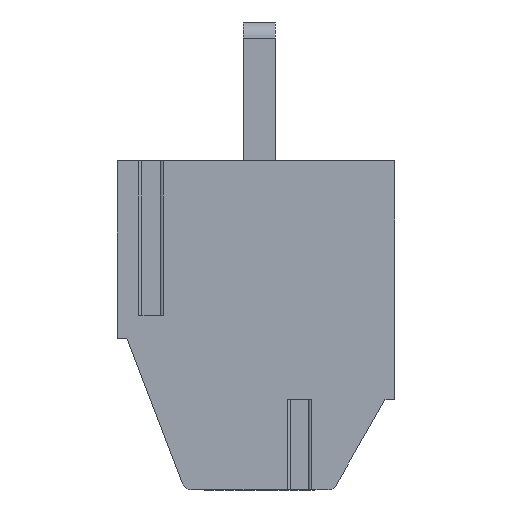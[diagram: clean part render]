
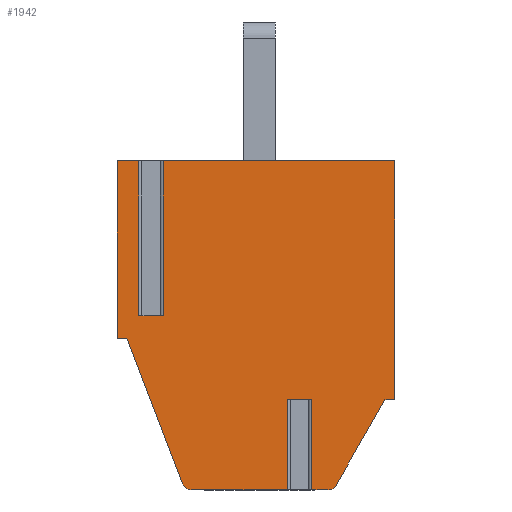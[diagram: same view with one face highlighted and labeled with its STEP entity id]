
A CAD part, front view. The second image highlights one B-rep face of the part: STEP entity #1942.
In plain terms, the highlighted planar face has unit normal (0, -1, 0).
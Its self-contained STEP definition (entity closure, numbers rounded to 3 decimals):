
#1942 = ADVANCED_FACE( '', ( #3973 ), #3974, .F. );
#3973 = FACE_OUTER_BOUND( '', #6012, .T. );
#3974 = PLANE( '', #6013 );
#6012 = EDGE_LOOP( '', ( #11842, #11843, #11844, #11845, #11846, #11847, #11848, #11849, #11850, #11851, #11852, #11853, #11854, #11855, #11856, #11857, #11858, #11859 ) );
#6013 = AXIS2_PLACEMENT_3D( '', #11860, #11861, #11862 );
#11842 = ORIENTED_EDGE( '', *, *, #12633, .T. );
#11843 = ORIENTED_EDGE( '', *, *, #13969, .F. );
#11844 = ORIENTED_EDGE( '', *, *, #13238, .F. );
#11845 = ORIENTED_EDGE( '', *, *, #12078, .F. );
#11846 = ORIENTED_EDGE( '', *, *, #13531, .F. );
#11847 = ORIENTED_EDGE( '', *, *, #14049, .F. );
#11848 = ORIENTED_EDGE( '', *, *, #12647, .T. );
#11849 = ORIENTED_EDGE( '', *, *, #14088, .F. );
#11850 = ORIENTED_EDGE( '', *, *, #12786, .F. );
#11851 = ORIENTED_EDGE( '', *, *, #13437, .T. );
#11852 = ORIENTED_EDGE( '', *, *, #12428, .F. );
#11853 = ORIENTED_EDGE( '', *, *, #14085, .F. );
#11854 = ORIENTED_EDGE( '', *, *, #13181, .T. );
#11855 = ORIENTED_EDGE( '', *, *, #14018, .F. );
#11856 = ORIENTED_EDGE( '', *, *, #12313, .F. );
#11857 = ORIENTED_EDGE( '', *, *, #12389, .F. );
#11858 = ORIENTED_EDGE( '', *, *, #13237, .F. );
#11859 = ORIENTED_EDGE( '', *, *, #13965, .F. );
#11860 = CARTESIAN_POINT( '', ( 37.922, -58.3, -9.9 ) );
#11861 = DIRECTION( '', ( 0., 1., 0. ) );
#11862 = DIRECTION( '', ( -1., 0., 0. ) );
#12078 = EDGE_CURVE( '', #14495, #14497, #14498, .T. );
#12313 = EDGE_CURVE( '', #14914, #14910, #14916, .T. );
#12389 = EDGE_CURVE( '', #15057, #14914, #15059, .T. );
#12428 = EDGE_CURVE( '', #15124, #15119, #15126, .F. );
#12633 = EDGE_CURVE( '', #15463, #15461, #15464, .T. );
#12647 = EDGE_CURVE( '', #15482, #15486, #15488, .T. );
#12786 = EDGE_CURVE( '', #15705, #15707, #15708, .T. );
#13181 = EDGE_CURVE( '', #16311, #16313, #16315, .T. );
#13237 = EDGE_CURVE( '', #16394, #15057, #16396, .T. );
#13238 = EDGE_CURVE( '', #14497, #16391, #16397, .T. );
#13437 = EDGE_CURVE( '', #15705, #15119, #16680, .T. );
#13531 = EDGE_CURVE( '', #16807, #14495, #16809, .T. );
#13965 = EDGE_CURVE( '', #15463, #16394, #17366, .F. );
#13969 = EDGE_CURVE( '', #16391, #15461, #17370, .T. );
#14018 = EDGE_CURVE( '', #14910, #16313, #17426, .T. );
#14049 = EDGE_CURVE( '', #15482, #16807, #17459, .T. );
#14085 = EDGE_CURVE( '', #16311, #15124, #17503, .T. );
#14088 = EDGE_CURVE( '', #15707, #15486, #17506, .T. );
#14495 = VERTEX_POINT( '', #18023 );
#14497 = VERTEX_POINT( '', #18026 );
#14498 = LINE( '', #18027, #18028 );
#14910 = VERTEX_POINT( '', #18609 );
#14914 = VERTEX_POINT( '', #18615 );
#14916 = LINE( '', #18618, #18619 );
#15057 = VERTEX_POINT( '', #18833 );
#15059 = LINE( '', #18836, #18837 );
#15119 = VERTEX_POINT( '', #18920 );
#15124 = VERTEX_POINT( '', #18926 );
#15126 = LINE( '', #18928, #18929 );
#15461 = VERTEX_POINT( '', #19391 );
#15463 = VERTEX_POINT( '', #19393 );
#15464 = LINE( '', #19394, #19395 );
#15482 = VERTEX_POINT( '', #19418 );
#15486 = VERTEX_POINT( '', #19423 );
#15488 = CIRCLE( '', #19426, 0.3 );
#15705 = VERTEX_POINT( '', #19729 );
#15707 = VERTEX_POINT( '', #19731 );
#15708 = LINE( '', #19732, #19733 );
#16311 = VERTEX_POINT( '', #20588 );
#16313 = VERTEX_POINT( '', #20591 );
#16315 = CIRCLE( '', #20594, 0.3 );
#16391 = VERTEX_POINT( '', #20702 );
#16394 = VERTEX_POINT( '', #20706 );
#16396 = LINE( '', #20708, #20709 );
#16397 = LINE( '', #20710, #20711 );
#16680 = LINE( '', #21119, #21120 );
#16807 = VERTEX_POINT( '', #21296 );
#16809 = LINE( '', #21299, #21300 );
#17366 = LINE( '', #22085, #22086 );
#17370 = LINE( '', #22091, #22092 );
#17426 = LINE( '', #22166, #22167 );
#17459 = LINE( '', #22209, #22210 );
#17503 = LINE( '', #22267, #22268 );
#17506 = LINE( '', #22272, #22273 );
#18023 = CARTESIAN_POINT( '', ( 31.4, -58.3, -5.5 ) );
#18026 = CARTESIAN_POINT( '', ( 31.4, -58.3, 0. ) );
#18027 = CARTESIAN_POINT( '', ( 31.4, -58.3, 0. ) );
#18028 = VECTOR( '', #22610, 1000. );
#18609 = CARTESIAN_POINT( '', ( 39.696, -58.3, -7.4 ) );
#18615 = CARTESIAN_POINT( '', ( 40., -58.3, -7.4 ) );
#18618 = CARTESIAN_POINT( '', ( 39.696, -58.3, -7.4 ) );
#18619 = VECTOR( '', #22858, 1000. );
#18833 = CARTESIAN_POINT( '', ( 40., -58.3, 0. ) );
#18836 = CARTESIAN_POINT( '', ( 40., -58.3, -0.7 ) );
#18837 = VECTOR( '', #22933, 1000. );
#18920 = CARTESIAN_POINT( '', ( 37.427, -58.3, -7.4 ) );
#18926 = CARTESIAN_POINT( '', ( 37.427, -58.3, -10.2 ) );
#18928 = CARTESIAN_POINT( '', ( 37.427, -58.3, -5.4 ) );
#18929 = VECTOR( '', #22976, 1000. );
#19391 = CARTESIAN_POINT( '', ( 32.073, -58.3, -4.8 ) );
#19393 = CARTESIAN_POINT( '', ( 32.827, -58.3, -4.8 ) );
#19394 = CARTESIAN_POINT( '', ( 32.246, -58.3, -4.8 ) );
#19395 = VECTOR( '', #23221, 1000. );
#19418 = CARTESIAN_POINT( '', ( 33.422, -58.3, -10.007 ) );
#19423 = CARTESIAN_POINT( '', ( 33.702, -58.3, -10.2 ) );
#19426 = AXIS2_PLACEMENT_3D( '', #23241, #23242, #23243 );
#19729 = CARTESIAN_POINT( '', ( 36.673, -58.3, -7.4 ) );
#19731 = CARTESIAN_POINT( '', ( 36.673, -58.3, -10.2 ) );
#19732 = CARTESIAN_POINT( '', ( 36.673, -58.3, -10.2 ) );
#19733 = VECTOR( '', #23387, 1000. );
#20588 = CARTESIAN_POINT( '', ( 37.922, -58.3, -10.2 ) );
#20591 = CARTESIAN_POINT( '', ( 38.182, -58.3, -10.049 ) );
#20594 = AXIS2_PLACEMENT_3D( '', #23786, #23787, #23788 );
#20702 = CARTESIAN_POINT( '', ( 32.073, -58.3, 0. ) );
#20706 = CARTESIAN_POINT( '', ( 32.827, -58.3, 0. ) );
#20708 = CARTESIAN_POINT( '', ( 40., -58.3, 0. ) );
#20709 = VECTOR( '', #23849, 1000. );
#20710 = CARTESIAN_POINT( '', ( 40., -58.3, 0. ) );
#20711 = VECTOR( '', #23850, 1000. );
#21119 = CARTESIAN_POINT( '', ( 42.472, -58.3, -7.4 ) );
#21120 = VECTOR( '', #24039, 1000. );
#21296 = CARTESIAN_POINT( '', ( 31.7, -58.3, -5.5 ) );
#21299 = CARTESIAN_POINT( '', ( 31.4, -58.3, -5.5 ) );
#21300 = VECTOR( '', #24126, 1000. );
#22085 = CARTESIAN_POINT( '', ( 32.827, -58.3, 0. ) );
#22086 = VECTOR( '', #24505, 1000. );
#22091 = CARTESIAN_POINT( '', ( 32.073, -58.3, -4.8 ) );
#22092 = VECTOR( '', #24507, 1000. );
#22166 = CARTESIAN_POINT( '', ( 38.182, -58.3, -10.049 ) );
#22167 = VECTOR( '', #24541, 1000. );
#22209 = CARTESIAN_POINT( '', ( 31.7, -58.3, -5.5 ) );
#22210 = VECTOR( '', #24557, 1000. );
#22267 = CARTESIAN_POINT( '', ( 33.702, -58.3, -10.2 ) );
#22268 = VECTOR( '', #24595, 1000. );
#22272 = CARTESIAN_POINT( '', ( 33.702, -58.3, -10.2 ) );
#22273 = VECTOR( '', #24600, 1000. );
#22610 = DIRECTION( '', ( 0., 0., 1. ) );
#22858 = DIRECTION( '', ( -1., 0., 0. ) );
#22933 = DIRECTION( '', ( 0., 0., -1. ) );
#22976 = DIRECTION( '', ( 0., 0., -1. ) );
#23221 = DIRECTION( '', ( -1., 0., 0. ) );
#23241 = CARTESIAN_POINT( '', ( 33.702, -58.3, -9.9 ) );
#23242 = DIRECTION( '', ( 0., -1., 0. ) );
#23243 = DIRECTION( '', ( 1., 0., 0. ) );
#23387 = DIRECTION( '', ( 0., 0., -1. ) );
#23786 = CARTESIAN_POINT( '', ( 37.922, -58.3, -9.9 ) );
#23787 = DIRECTION( '', ( 0., -1., 0. ) );
#23788 = DIRECTION( '', ( 1., 0., 0. ) );
#23849 = DIRECTION( '', ( 1., 0., 0. ) );
#23850 = DIRECTION( '', ( 1., 0., 0. ) );
#24039 = DIRECTION( '', ( 1., 0., 0. ) );
#24126 = DIRECTION( '', ( -1., 0., 0. ) );
#24505 = DIRECTION( '', ( 0., 0., -1. ) );
#24507 = DIRECTION( '', ( 0., 0., -1. ) );
#24541 = DIRECTION( '', ( -0.496, 0., -0.868 ) );
#24557 = DIRECTION( '', ( -0.357, 0., 0.934 ) );
#24595 = DIRECTION( '', ( -1., 0., 0. ) );
#24600 = DIRECTION( '', ( -1., 0., 0. ) );
